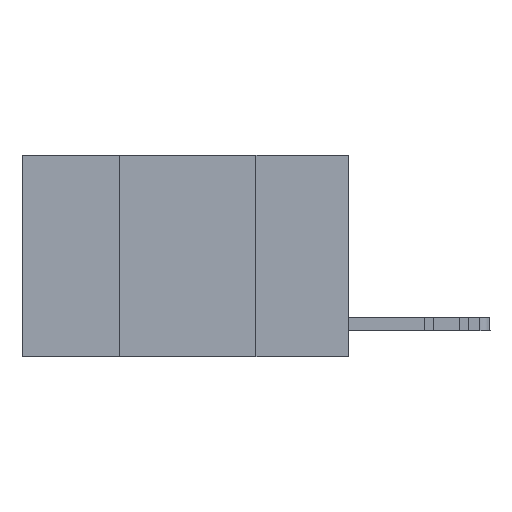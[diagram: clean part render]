
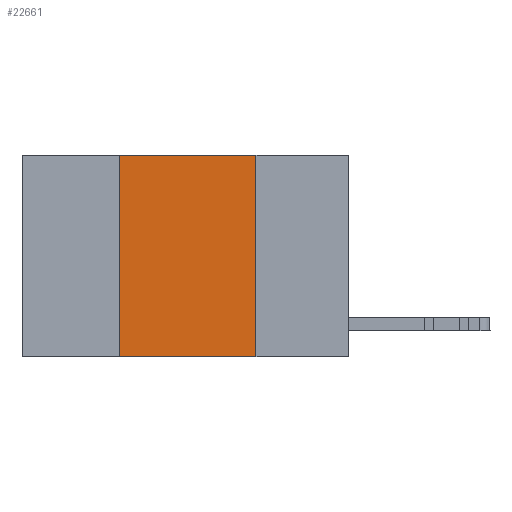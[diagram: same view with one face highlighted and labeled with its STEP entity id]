
A CAD part, left-side view. The second image highlights one B-rep face of the part: STEP entity #22661.
In plain terms, the highlighted planar face has unit normal (-1, 0, 0).
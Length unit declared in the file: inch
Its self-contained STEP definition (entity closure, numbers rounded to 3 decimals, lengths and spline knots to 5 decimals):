
#1422 = EDGE_CURVE ( 'NONE', #20645, #8455, #19531, .T. ) ;
#1607 = VECTOR ( 'NONE', #15321, 39.37008 ) ;
#1869 = EDGE_CURVE ( 'NONE', #26299, #20645, #19864, .T. ) ;
#2187 = ORIENTED_EDGE ( 'NONE', *, *, #26691, .F. ) ;
#2638 = ORIENTED_EDGE ( 'NONE', *, *, #1422, .F. ) ;
#2690 = VECTOR ( 'NONE', #9975, 39.37008 ) ;
#3632 = DIRECTION ( 'NONE',  ( 0., 0., -1. ) ) ;
#6173 = ORIENTED_EDGE ( 'NONE', *, *, #14973, .T. ) ;
#6535 = LINE ( 'NONE', #8632, #19005 ) ;
#6942 = CARTESIAN_POINT ( 'NONE',  ( 0., 0.17, -0.37 ) ) ;
#8171 = CARTESIAN_POINT ( 'NONE',  ( 0., 0.42, -0.37 ) ) ;
#8455 = VERTEX_POINT ( 'NONE', #6942 ) ;
#8632 = CARTESIAN_POINT ( 'NONE',  ( 0., 0.6, -0.37 ) ) ;
#9975 = DIRECTION ( 'NONE',  ( 0., 0., 1. ) ) ;
#10435 = FACE_OUTER_BOUND ( 'NONE', #29160, .T. ) ;
#11748 = VECTOR ( 'NONE', #3632, 39.37008 ) ;
#12407 = CARTESIAN_POINT ( 'NONE',  ( 0., 0.6, 0. ) ) ;
#14973 = EDGE_CURVE ( 'NONE', #16448, #8455, #6535, .T. ) ;
#15321 = DIRECTION ( 'NONE',  ( 0., -1., 0. ) ) ;
#15757 = DIRECTION ( 'NONE',  ( 0., -1., 0. ) ) ;
#16448 = VERTEX_POINT ( 'NONE', #8171 ) ;
#17599 = CARTESIAN_POINT ( 'NONE',  ( 0., 0.6, 0. ) ) ;
#18622 = LINE ( 'NONE', #21466, #2690 ) ;
#19005 = VECTOR ( 'NONE', #15757, 39.37008 ) ;
#19531 = LINE ( 'NONE', #22413, #11748 ) ;
#19651 = DIRECTION ( 'NONE',  ( 1., 0., 0. ) ) ;
#19864 = LINE ( 'NONE', #17599, #1607 ) ;
#20645 = VERTEX_POINT ( 'NONE', #22143 ) ;
#21466 = CARTESIAN_POINT ( 'NONE',  ( 0., 0.42, 0. ) ) ;
#22143 = CARTESIAN_POINT ( 'NONE',  ( 0., 0.17, 0. ) ) ;
#22413 = CARTESIAN_POINT ( 'NONE',  ( 0., 0.17, 0. ) ) ;
#22661 = ADVANCED_FACE ( 'NONE', ( #10435 ), #26219, .F. ) ;
#23776 = DIRECTION ( 'NONE',  ( 0., 0., -1. ) ) ;
#23942 = CARTESIAN_POINT ( 'NONE',  ( 0., 0.42, 0. ) ) ;
#24911 = ORIENTED_EDGE ( 'NONE', *, *, #1869, .F. ) ;
#25242 = AXIS2_PLACEMENT_3D ( 'NONE', #12407, #19651, #23776 ) ;
#26219 = PLANE ( 'NONE',  #25242 ) ;
#26299 = VERTEX_POINT ( 'NONE', #23942 ) ;
#26691 = EDGE_CURVE ( 'NONE', #16448, #26299, #18622, .T. ) ;
#29160 = EDGE_LOOP ( 'NONE', ( #2638, #24911, #2187, #6173 ) ) ;
